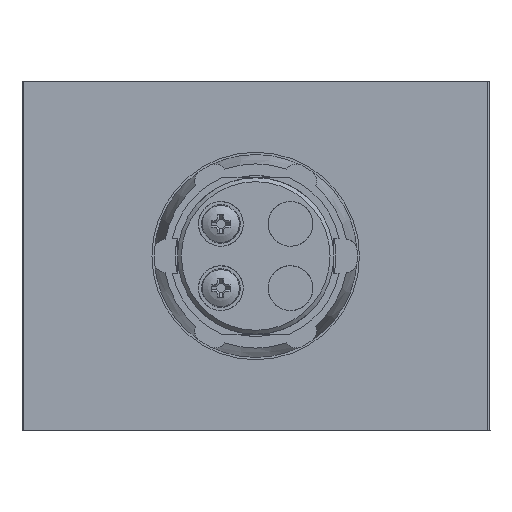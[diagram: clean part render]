
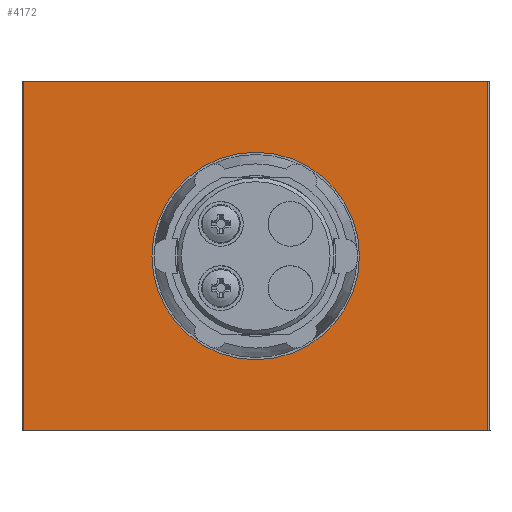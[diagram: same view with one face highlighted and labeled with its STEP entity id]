
A CAD part, left-side view. The second image highlights one B-rep face of the part: STEP entity #4172.
In plain terms, the highlighted face is planar.
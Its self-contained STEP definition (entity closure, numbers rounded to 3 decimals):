
#4077=CARTESIAN_POINT('',(-12.704,-32.725,11.25));
#4078=VERTEX_POINT('',#4077);
#4079=CARTESIAN_POINT('',(-12.704,-32.725,22.5));
#4080=DIRECTION('',(-1.0,0.0,0.0));
#4081=DIRECTION('',(0.0,0.0,1.0));
#4082=AXIS2_PLACEMENT_3D('',#4079,#4080,#4081);
#4083=CIRCLE('',#4082,11.25);
#4084=EDGE_CURVE('',#4078,#4078,#4083,.T.);
#4102=CARTESIAN_POINT('',(-12.704,-2.725,45.0));
#4103=VERTEX_POINT('',#4102);
#4112=CARTESIAN_POINT('',(-12.704,-2.725,0.0));
#4113=VERTEX_POINT('',#4112);
#4114=CARTESIAN_POINT('',(-12.704,-2.725,0.0));
#4115=DIRECTION('',(0.0,0.0,1.0));
#4116=VECTOR('',#4115,45.0);
#4117=LINE('',#4114,#4116);
#4118=EDGE_CURVE('',#4113,#4103,#4117,.T.);
#4139=CARTESIAN_POINT('',(-12.704,-2.725,0.0));
#4140=DIRECTION('',(1.0,0.0,0.0));
#4141=DIRECTION('',(0.0,0.0,-1.0));
#4142=AXIS2_PLACEMENT_3D('',#4139,#4140,#4141);
#4143=PLANE('',#4142);
#4144=CARTESIAN_POINT('',(-12.704,-62.725,45.0));
#4145=VERTEX_POINT('',#4144);
#4146=CARTESIAN_POINT('',(-12.704,-2.725,45.0));
#4147=DIRECTION('',(0.0,-1.0,0.0));
#4148=VECTOR('',#4147,60.0);
#4149=LINE('',#4146,#4148);
#4150=EDGE_CURVE('',#4103,#4145,#4149,.T.);
#4151=ORIENTED_EDGE('',*,*,#4150,.T.);
#4152=CARTESIAN_POINT('',(-12.704,-62.725,0.0));
#4153=VERTEX_POINT('',#4152);
#4154=CARTESIAN_POINT('',(-12.704,-62.725,0.0));
#4155=DIRECTION('',(0.0,0.0,1.0));
#4156=VECTOR('',#4155,45.0);
#4157=LINE('',#4154,#4156);
#4158=EDGE_CURVE('',#4153,#4145,#4157,.T.);
#4159=ORIENTED_EDGE('',*,*,#4158,.F.);
#4160=CARTESIAN_POINT('',(-12.704,-62.725,0.0));
#4161=DIRECTION('',(0.0,1.0,0.0));
#4162=VECTOR('',#4161,60.0);
#4163=LINE('',#4160,#4162);
#4164=EDGE_CURVE('',#4153,#4113,#4163,.T.);
#4165=ORIENTED_EDGE('',*,*,#4164,.T.);
#4166=ORIENTED_EDGE('',*,*,#4118,.T.);
#4167=EDGE_LOOP('',(#4151,#4159,#4165,#4166));
#4168=FACE_OUTER_BOUND('',#4167,.T.);
#4169=ORIENTED_EDGE('',*,*,#4084,.T.);
#4170=EDGE_LOOP('',(#4169));
#4171=FACE_BOUND('',#4170,.T.);
#4172=ADVANCED_FACE('',(#4168,#4171),#4143,.T.);
